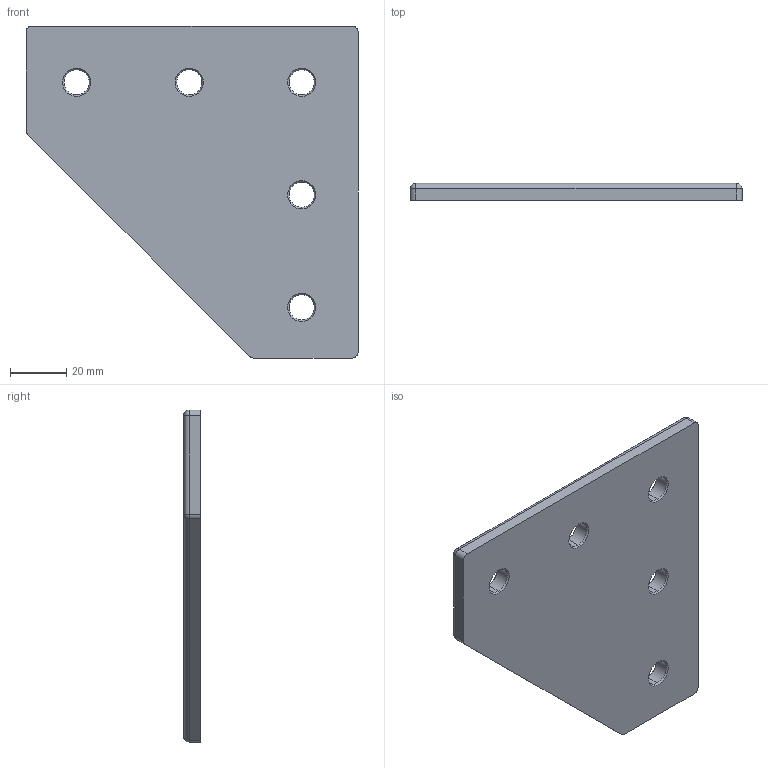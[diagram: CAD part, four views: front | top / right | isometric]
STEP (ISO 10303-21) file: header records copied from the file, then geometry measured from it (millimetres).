
FILE_DESCRIPTION (( 'STEP AP214' ), '1' );
FILE_NAME ('093vL120120.STEP', '2014-08-21T11:05:18', ( '' ), ( '' ), 'SwSTEP 2.0', 'SolidWorks 2014', '' );
FILE_SCHEMA (( 'AUTOMOTIVE_DESIGN' ));
Length unit declared in the file: millimetre
Products named in the file (1): 093vL120120
Bounding box: 118 x 6 x 118 mm (x, y, z)
Volume: 62022.2 mm3; surface area: 23745 mm2
Topology: 1 solids, 1 shells, 52 faces, 120 edges, 65 vertices
Faces by surface type: cone 20, cylinder 20, plane 7, sphere 5
Entity records: 1473 total; most frequent: DIRECTION 281, CARTESIAN_POINT 233, ORIENTED_EDGE 230, EDGE_CURVE 115, AXIS2_PLACEMENT_3D 113, VERTEX_POINT 65, EDGE_LOOP 62, CIRCLE 60
